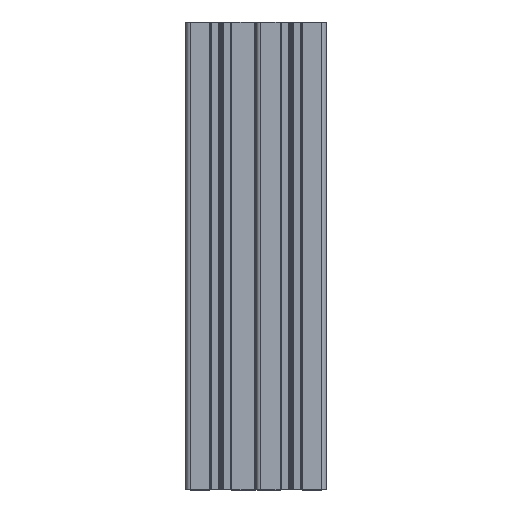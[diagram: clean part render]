
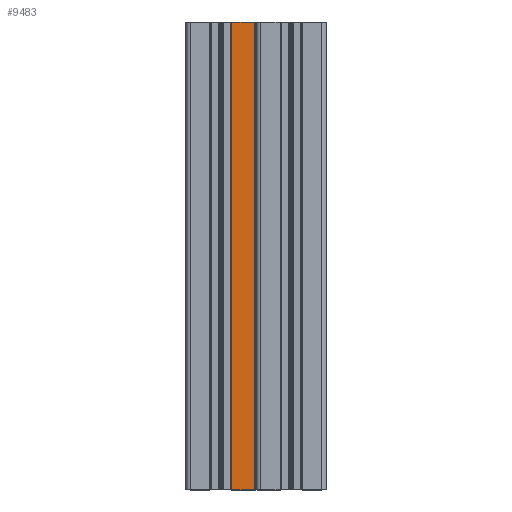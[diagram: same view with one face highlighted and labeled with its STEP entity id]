
A CAD part, top view. The second image highlights one B-rep face of the part: STEP entity #9483.
In plain terms, the highlighted planar face has unit normal (0, 0, 1).
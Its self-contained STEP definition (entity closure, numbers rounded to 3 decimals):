
#74=PLANE('',#10110);
#363=FACE_OUTER_BOUND('',#858,.T.);
#858=EDGE_LOOP('',(#6566,#6567,#6568,#6569));
#1461=LINE('',#14582,#2398);
#1462=LINE('',#14586,#2399);
#1463=LINE('',#14588,#2400);
#1464=LINE('',#14589,#2401);
#2398=VECTOR('',#11573,200.);
#2399=VECTOR('',#11578,9.51);
#2400=VECTOR('',#11579,200.);
#2401=VECTOR('',#11580,9.51);
#3913=VERTEX_POINT('',#14579);
#3914=VERTEX_POINT('',#14581);
#3915=VERTEX_POINT('',#14585);
#3916=VERTEX_POINT('',#14587);
#4992=EDGE_CURVE('',#3913,#3914,#1461,.T.);
#4994=EDGE_CURVE('',#3913,#3915,#1462,.T.);
#4995=EDGE_CURVE('',#3915,#3916,#1463,.T.);
#4996=EDGE_CURVE('',#3914,#3916,#1464,.T.);
#6566=ORIENTED_EDGE('',*,*,#4994,.T.);
#6567=ORIENTED_EDGE('',*,*,#4995,.T.);
#6568=ORIENTED_EDGE('',*,*,#4996,.F.);
#6569=ORIENTED_EDGE('',*,*,#4992,.F.);
#9483=ADVANCED_FACE('',(#363),#74,.T.);
#10110=AXIS2_PLACEMENT_3D('',#14584,#11576,#11577);
#11573=DIRECTION('',(0.,-1.,0.));
#11576=DIRECTION('center_axis',(0.,0.,1.));
#11577=DIRECTION('ref_axis',(1.,0.,0.));
#11578=DIRECTION('',(-1.,0.,0.));
#11579=DIRECTION('',(0.,-1.,0.));
#11580=DIRECTION('',(-1.,0.,0.));
#14579=CARTESIAN_POINT('',(-0.79,200.,0.));
#14581=CARTESIAN_POINT('',(-0.79,0.,0.));
#14582=CARTESIAN_POINT('',(-0.79,0.,0.));
#14584=CARTESIAN_POINT('Origin',(-10.3,0.,0.));
#14585=CARTESIAN_POINT('',(-10.3,200.,0.));
#14586=CARTESIAN_POINT('',(-5.15,200.,0.));
#14587=CARTESIAN_POINT('',(-10.3,0.,0.));
#14588=CARTESIAN_POINT('',(-10.3,0.,0.));
#14589=CARTESIAN_POINT('',(-5.15,0.,0.));
